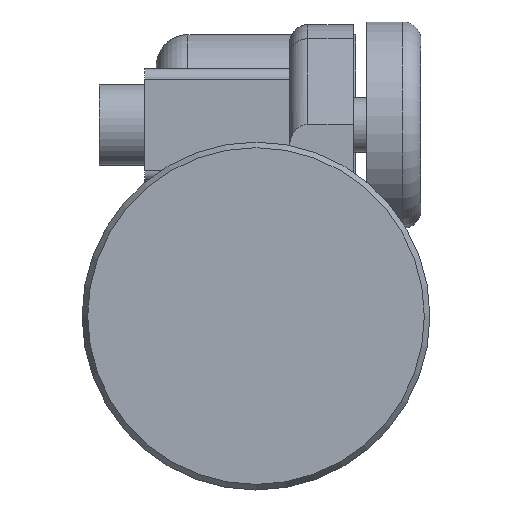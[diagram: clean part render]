
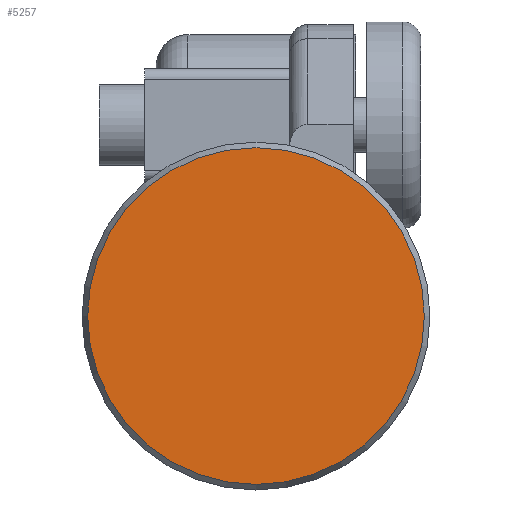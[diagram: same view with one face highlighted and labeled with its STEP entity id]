
A CAD part, front view. The second image highlights one B-rep face of the part: STEP entity #5257.
In plain terms, the highlighted planar face has unit normal (0, -1, 0).
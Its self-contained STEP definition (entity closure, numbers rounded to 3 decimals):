
#1295=FACE_OUTER_BOUND('',#1648,.T.);
#1648=EDGE_LOOP('',(#3610));
#2110=CIRCLE('',#5839,185.659);
#2405=VERTEX_POINT('',#8364);
#2879=EDGE_CURVE('',#2405,#2405,#2110,.T.);
#3610=ORIENTED_EDGE('',*,*,#2879,.F.);
#5072=PLANE('',#5838);
#5257=ADVANCED_FACE('',(#1295),#5072,.T.);
#5838=AXIS2_PLACEMENT_3D('',#8363,#6549,#6550);
#5839=AXIS2_PLACEMENT_3D('',#8365,#6551,#6552);
#6549=DIRECTION('center_axis',(0.,-1.,0.));
#6550=DIRECTION('ref_axis',(0.,0.,-1.));
#6551=DIRECTION('center_axis',(0.,1.,0.));
#6552=DIRECTION('ref_axis',(1.,0.,0.));
#8363=CARTESIAN_POINT('Origin',(0.,-846.146,46.307));
#8364=CARTESIAN_POINT('',(0.,-846.146,-325.012));
#8365=CARTESIAN_POINT('Origin',(0.,-846.146,-139.352));
